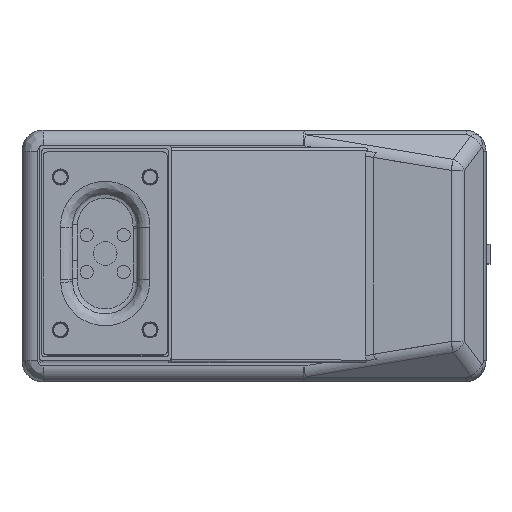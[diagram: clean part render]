
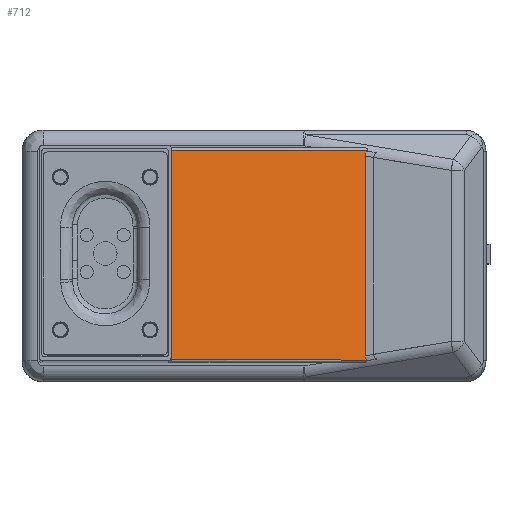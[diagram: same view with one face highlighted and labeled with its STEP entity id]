
A CAD part, top view. The second image highlights one B-rep face of the part: STEP entity #712.
In plain terms, the highlighted planar face has unit normal (0.53, 0, 0.848).
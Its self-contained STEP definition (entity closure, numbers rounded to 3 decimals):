
#24 = VERTEX_POINT('',#25);
#25 = CARTESIAN_POINT('',(-31.4,-39.5,46.036));
#44 = CYLINDRICAL_SURFACE('',#45,1.);
#45 = AXIS2_PLACEMENT_3D('',#46,#47,#48);
#46 = CARTESIAN_POINT('',(45.76,-39.5,-3.368));
#47 = DIRECTION('',(-0.848,0.,0.53));
#48 = DIRECTION('',(0.,-1.,0.));
#210 = CYLINDRICAL_SURFACE('',#211,6.);
#211 = AXIS2_PLACEMENT_3D('',#212,#213,#214);
#212 = CARTESIAN_POINT('',(-20.068,-48.242,-6.));
#213 = DIRECTION('',(0.986,0.164,0.)
  );
#214 = DIRECTION('',(0.,0.,1.));
#338 = VERTEX_POINT('',#339);
#339 = CARTESIAN_POINT('',(42.646,-39.5,-0.242));
#465 = EDGE_CURVE('',#338,#24,#466,.T.);
#466 = SURFACE_CURVE('',#467,(#471,#478),.PCURVE_S1.);
#467 = LINE('',#468,#469);
#468 = CARTESIAN_POINT('',(46.29,-39.5,-2.52));
#469 = VECTOR('',#470,1.);
#470 = DIRECTION('',(-0.848,0.,0.53));
#471 = PCURVE('',#44,#472);
#472 = DEFINITIONAL_REPRESENTATION('',(#473),#477);
#473 = LINE('',#474,#475);
#474 = CARTESIAN_POINT('',(1.571,0.));
#475 = VECTOR('',#476,1.);
#476 = DIRECTION('',(0.,1.));
#477 = ( GEOMETRIC_REPRESENTATION_CONTEXT(2) 
PARAMETRIC_REPRESENTATION_CONTEXT() REPRESENTATION_CONTEXT('2D SPACE',''
  ) );
#478 = PCURVE('',#479,#484);
#479 = PLANE('',#480);
#480 = AXIS2_PLACEMENT_3D('',#481,#482,#483);
#481 = CARTESIAN_POINT('',(47.86,-49.,-3.501));
#482 = DIRECTION('',(0.53,0.,0.848));
#483 = DIRECTION('',(-0.848,0.,0.53)
  );
#484 = DEFINITIONAL_REPRESENTATION('',(#485),#489);
#485 = LINE('',#486,#487);
#486 = CARTESIAN_POINT('',(1.851,-9.5));
#487 = VECTOR('',#488,1.);
#488 = DIRECTION('',(1.,0.));
#489 = ( GEOMETRIC_REPRESENTATION_CONTEXT(2) 
PARAMETRIC_REPRESENTATION_CONTEXT() REPRESENTATION_CONTEXT('2D SPACE',''
  ) );
#511 = PLANE('',#512);
#512 = AXIS2_PLACEMENT_3D('',#513,#514,#515);
#513 = CARTESIAN_POINT('',(-31.4,-49.,511.));
#514 = DIRECTION('',(-1.,0.,0.));
#515 = DIRECTION('',(0.,0.,-1.));
#712 = ADVANCED_FACE('',(#713),#479,.T.);
#713 = FACE_BOUND('',#714,.T.);
#714 = EDGE_LOOP('',(#715,#752,#780,#801,#802,#832));
#715 = ORIENTED_EDGE('',*,*,#716,.F.);
#716 = EDGE_CURVE('',#717,#719,#721,.T.);
#717 = VERTEX_POINT('',#718);
#718 = CARTESIAN_POINT('',(42.946,40.,-0.43));
#719 = VERTEX_POINT('',#720);
#720 = CARTESIAN_POINT('',(42.258,37.854,
    0.));
#721 = SURFACE_CURVE('',#722,(#727,#734),.PCURVE_S1.);
#722 = ELLIPSE('',#723,11.477,6.);
#723 = AXIS2_PLACEMENT_3D('',#724,#725,#726);
#724 = CARTESIAN_POINT('',(51.858,36.254,-6.));
#725 = DIRECTION('',(0.53,0.,0.848)
  );
#726 = DIRECTION('',(-0.832,0.193,0.52));
#727 = PCURVE('',#479,#728);
#728 = DEFINITIONAL_REPRESENTATION('',(#729),#733);
#729 = ELLIPSE('',#730,11.477,6.);
#730 = AXIS2_PLACEMENT_2D('',#731,#732);
#731 = CARTESIAN_POINT('',(-4.715,-85.254));
#732 = DIRECTION('',(0.981,-0.193));
#733 = ( GEOMETRIC_REPRESENTATION_CONTEXT(2) 
PARAMETRIC_REPRESENTATION_CONTEXT() REPRESENTATION_CONTEXT('2D SPACE',''
  ) );
#734 = PCURVE('',#735,#740);
#735 = CYLINDRICAL_SURFACE('',#736,6.);
#736 = AXIS2_PLACEMENT_3D('',#737,#738,#739);
#737 = CARTESIAN_POINT('',(78.483,31.817,-6.));
#738 = DIRECTION('',(-0.986,0.164,0.
    ));
#739 = DIRECTION('',(0.,0.,1.));
#740 = DEFINITIONAL_REPRESENTATION('',(#741),#751);
#741 = B_SPLINE_CURVE_WITH_KNOTS('',8,(#742,#743,#744,#745,#746,#747,
    #748,#749,#750),.UNSPECIFIED.,.F.,.F.,(9,9),(5.6,
    6.386),.PIECEWISE_BEZIER_KNOTS.);
#742 = CARTESIAN_POINT('',(0.785,34.581));
#743 = CARTESIAN_POINT('',(0.687,35.188));
#744 = CARTESIAN_POINT('',(0.589,35.71));
#745 = CARTESIAN_POINT('',(0.491,36.14));
#746 = CARTESIAN_POINT('',(0.393,36.471));
#747 = CARTESIAN_POINT('',(0.295,36.696));
#748 = CARTESIAN_POINT('',(0.196,36.814));
#749 = CARTESIAN_POINT('',(0.098,36.823));
#750 = CARTESIAN_POINT('',(0.,36.725));
#751 = ( GEOMETRIC_REPRESENTATION_CONTEXT(2) 
PARAMETRIC_REPRESENTATION_CONTEXT() REPRESENTATION_CONTEXT('2D SPACE',''
  ) );
#752 = ORIENTED_EDGE('',*,*,#753,.T.);
#753 = EDGE_CURVE('',#717,#754,#756,.T.);
#754 = VERTEX_POINT('',#755);
#755 = CARTESIAN_POINT('',(-31.4,40.,46.036));
#756 = SURFACE_CURVE('',#757,(#761,#768),.PCURVE_S1.);
#757 = LINE('',#758,#759);
#758 = CARTESIAN_POINT('',(46.29,40.,-2.52));
#759 = VECTOR('',#760,1.);
#760 = DIRECTION('',(-0.848,0.,0.53));
#761 = PCURVE('',#479,#762);
#762 = DEFINITIONAL_REPRESENTATION('',(#763),#767);
#763 = LINE('',#764,#765);
#764 = CARTESIAN_POINT('',(1.851,-89.));
#765 = VECTOR('',#766,1.);
#766 = DIRECTION('',(1.,0.));
#767 = ( GEOMETRIC_REPRESENTATION_CONTEXT(2) 
PARAMETRIC_REPRESENTATION_CONTEXT() REPRESENTATION_CONTEXT('2D SPACE',''
  ) );
#768 = PCURVE('',#769,#774);
#769 = CYLINDRICAL_SURFACE('',#770,1.);
#770 = AXIS2_PLACEMENT_3D('',#771,#772,#773);
#771 = CARTESIAN_POINT('',(45.76,40.,-3.368));
#772 = DIRECTION('',(-0.848,0.,0.53));
#773 = DIRECTION('',(0.,1.,0.));
#774 = DEFINITIONAL_REPRESENTATION('',(#775),#779);
#775 = LINE('',#776,#777);
#776 = CARTESIAN_POINT('',(4.712,0.));
#777 = VECTOR('',#778,1.);
#778 = DIRECTION('',(0.,1.));
#779 = ( GEOMETRIC_REPRESENTATION_CONTEXT(2) 
PARAMETRIC_REPRESENTATION_CONTEXT() REPRESENTATION_CONTEXT('2D SPACE',''
  ) );
#780 = ORIENTED_EDGE('',*,*,#781,.F.);
#781 = EDGE_CURVE('',#24,#754,#782,.T.);
#782 = SURFACE_CURVE('',#783,(#787,#794),.PCURVE_S1.);
#783 = LINE('',#784,#785);
#784 = CARTESIAN_POINT('',(-31.4,-49.,46.036));
#785 = VECTOR('',#786,1.);
#786 = DIRECTION('',(0.,1.,0.));
#787 = PCURVE('',#479,#788);
#788 = DEFINITIONAL_REPRESENTATION('',(#789),#793);
#789 = LINE('',#790,#791);
#790 = CARTESIAN_POINT('',(93.467,0.));
#791 = VECTOR('',#792,1.);
#792 = DIRECTION('',(0.,-1.));
#793 = ( GEOMETRIC_REPRESENTATION_CONTEXT(2) 
PARAMETRIC_REPRESENTATION_CONTEXT() REPRESENTATION_CONTEXT('2D SPACE',''
  ) );
#794 = PCURVE('',#511,#795);
#795 = DEFINITIONAL_REPRESENTATION('',(#796),#800);
#796 = LINE('',#797,#798);
#797 = CARTESIAN_POINT('',(464.964,0.));
#798 = VECTOR('',#799,1.);
#799 = DIRECTION('',(0.,-1.));
#800 = ( GEOMETRIC_REPRESENTATION_CONTEXT(2) 
PARAMETRIC_REPRESENTATION_CONTEXT() REPRESENTATION_CONTEXT('2D SPACE',''
  ) );
#801 = ORIENTED_EDGE('',*,*,#465,.F.);
#802 = ORIENTED_EDGE('',*,*,#803,.F.);
#803 = EDGE_CURVE('',#804,#338,#806,.T.);
#804 = VERTEX_POINT('',#805);
#805 = CARTESIAN_POINT('',(42.258,-37.854,
    0.));
#806 = SURFACE_CURVE('',#807,(#812,#819),.PCURVE_S1.);
#807 = ELLIPSE('',#808,11.477,6.);
#808 = AXIS2_PLACEMENT_3D('',#809,#810,#811);
#809 = CARTESIAN_POINT('',(51.858,-36.254,-6.));
#810 = DIRECTION('',(0.53,0.,0.848)
  );
#811 = DIRECTION('',(0.832,0.193,-0.52));
#812 = PCURVE('',#479,#813);
#813 = DEFINITIONAL_REPRESENTATION('',(#814),#818);
#814 = ELLIPSE('',#815,11.477,6.);
#815 = AXIS2_PLACEMENT_2D('',#816,#817);
#816 = CARTESIAN_POINT('',(-4.715,-12.746));
#817 = DIRECTION('',(-0.981,-0.193));
#818 = ( GEOMETRIC_REPRESENTATION_CONTEXT(2) 
PARAMETRIC_REPRESENTATION_CONTEXT() REPRESENTATION_CONTEXT('2D SPACE',''
  ) );
#819 = PCURVE('',#210,#820);
#820 = DEFINITIONAL_REPRESENTATION('',(#821),#831);
#821 = B_SPLINE_CURVE_WITH_KNOTS('',8,(#822,#823,#824,#825,#826,#827,
    #828,#829,#830),.UNSPECIFIED.,.F.,.F.,(9,9),(3.039,
    3.825),.PIECEWISE_BEZIER_KNOTS.);
#822 = CARTESIAN_POINT('',(0.,63.186));
#823 = CARTESIAN_POINT('',(0.098,63.088));
#824 = CARTESIAN_POINT('',(0.196,63.097));
#825 = CARTESIAN_POINT('',(0.295,63.214));
#826 = CARTESIAN_POINT('',(0.393,63.44));
#827 = CARTESIAN_POINT('',(0.491,63.77));
#828 = CARTESIAN_POINT('',(0.589,64.2));
#829 = CARTESIAN_POINT('',(0.687,64.723));
#830 = CARTESIAN_POINT('',(0.785,65.329));
#831 = ( GEOMETRIC_REPRESENTATION_CONTEXT(2) 
PARAMETRIC_REPRESENTATION_CONTEXT() REPRESENTATION_CONTEXT('2D SPACE',''
  ) );
#832 = ORIENTED_EDGE('',*,*,#833,.T.);
#833 = EDGE_CURVE('',#804,#719,#834,.T.);
#834 = SURFACE_CURVE('',#835,(#839,#845),.PCURVE_S1.);
#835 = LINE('',#836,#837);
#836 = CARTESIAN_POINT('',(42.258,-24.5,0.));
#837 = VECTOR('',#838,1.);
#838 = DIRECTION('',(0.,1.,0.));
#839 = PCURVE('',#479,#840);
#840 = DEFINITIONAL_REPRESENTATION('',(#841),#844);
#841 = B_SPLINE_CURVE_WITH_KNOTS('',1,(#842,#843),.UNSPECIFIED.,.F.,.F.,
  (2,2),(-22.95,72.45),.PIECEWISE_BEZIER_KNOTS.);
#842 = CARTESIAN_POINT('',(6.606,-1.55));
#843 = CARTESIAN_POINT('',(6.606,-96.95));
#844 = ( GEOMETRIC_REPRESENTATION_CONTEXT(2) 
PARAMETRIC_REPRESENTATION_CONTEXT() REPRESENTATION_CONTEXT('2D SPACE',''
  ) );
#845 = PCURVE('',#846,#851);
#846 = PLANE('',#847);
#847 = AXIS2_PLACEMENT_3D('',#848,#849,#850);
#848 = CARTESIAN_POINT('',(0.,0.,0.));
#849 = DIRECTION('',(0.,0.,-1.));
#850 = DIRECTION('',(1.,0.,0.));
#851 = DEFINITIONAL_REPRESENTATION('',(#852),#855);
#852 = B_SPLINE_CURVE_WITH_KNOTS('',1,(#853,#854),.UNSPECIFIED.,.F.,.F.,
  (2,2),(-22.95,72.45),.PIECEWISE_BEZIER_KNOTS.);
#853 = CARTESIAN_POINT('',(42.258,47.45));
#854 = CARTESIAN_POINT('',(42.258,-47.95));
#855 = ( GEOMETRIC_REPRESENTATION_CONTEXT(2) 
PARAMETRIC_REPRESENTATION_CONTEXT() REPRESENTATION_CONTEXT('2D SPACE',''
  ) );
